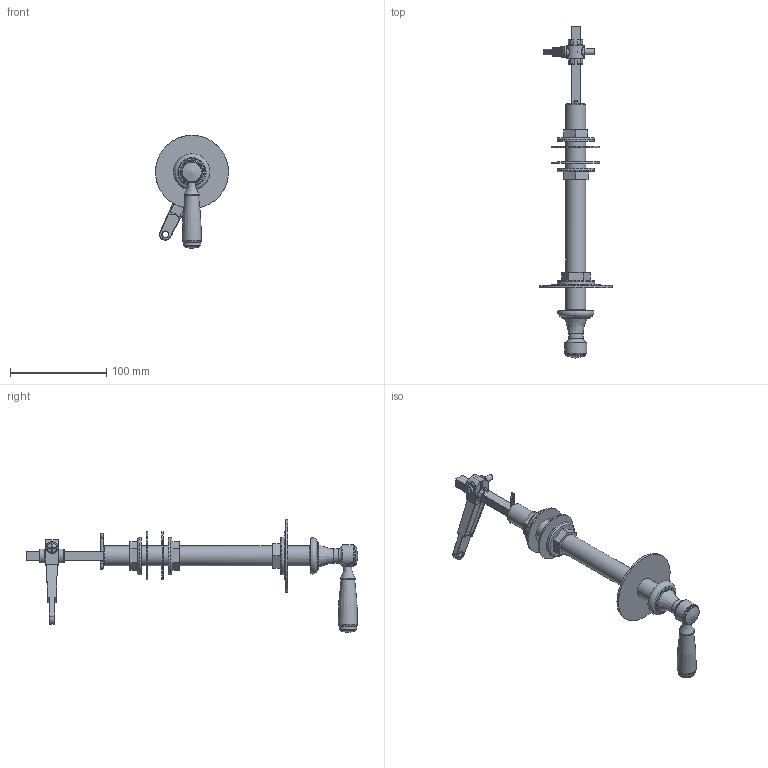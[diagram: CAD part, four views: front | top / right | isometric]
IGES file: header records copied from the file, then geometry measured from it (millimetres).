
Global section: file name: V277-EXT-GBC  TM TW TC; native system: Autodesk Inventor 2018; preprocessor: unknown; author: aduggalther; date: 20170908.091318; units: centimetre
Bounding box: 76 x 345.26 x 117.73 mm (x, y, z)
Volume: 137104.4 mm3; surface area: 93945.7 mm2
Topology: 18 solids, 18 shells, 288 faces, 758 edges, 513 vertices
Faces by surface type: bspline 288
